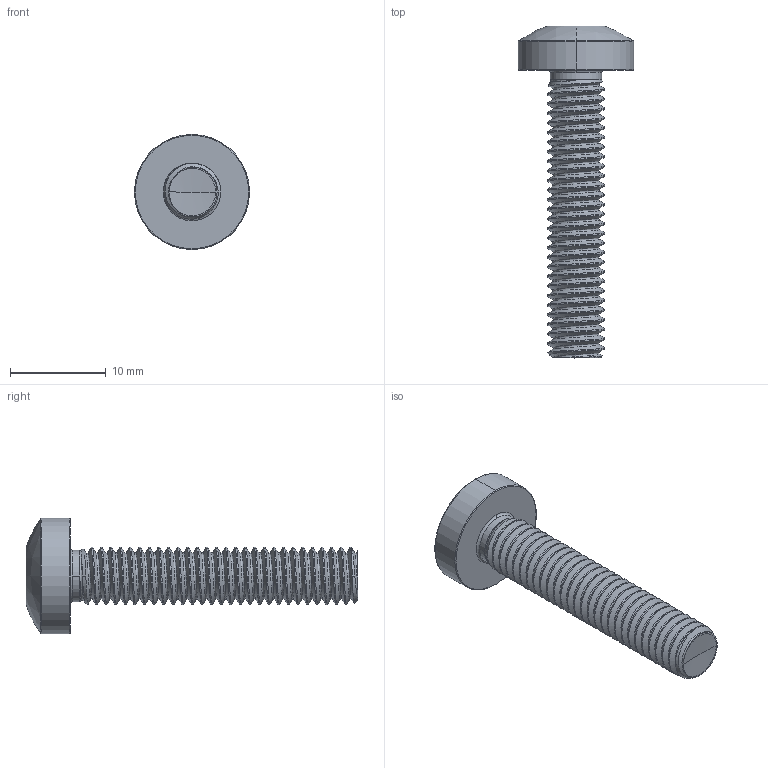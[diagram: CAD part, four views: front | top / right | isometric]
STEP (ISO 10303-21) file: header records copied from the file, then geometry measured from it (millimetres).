
FILE_DESCRIPTION (( 'STEP AP203' ), '1' );
FILE_NAME ('STM390600300.STEP', '2020-12-23T17:53:27', ( '' ), ( '' ), 'SwSTEP 2.0', 'SolidWorks 2015', '' );
FILE_SCHEMA (( 'CONFIG_CONTROL_DESIGN' ));
Length unit declared in the file: millimetre
Products named in the file (2): STM390600300
Bounding box: 12 x 34.6 x 12 mm (x, y, z)
Volume: 1082.5 mm3; surface area: 1227.8 mm2
Topology: 1 solids, 1 shells, 130 faces, 348 edges, 220 vertices
Faces by surface type: cylinder 79, bspline 18, torus 13, cone 13, sphere 4, plane 3
Entity records: 31818 total; most frequent: CARTESIAN_POINT 28988, ORIENTED_EDGE 684, DIRECTION 438, EDGE_CURVE 342, VERTEX_POINT 218, AXIS2_PLACEMENT_3D 175, EDGE_LOOP 130, ADVANCED_FACE 128
